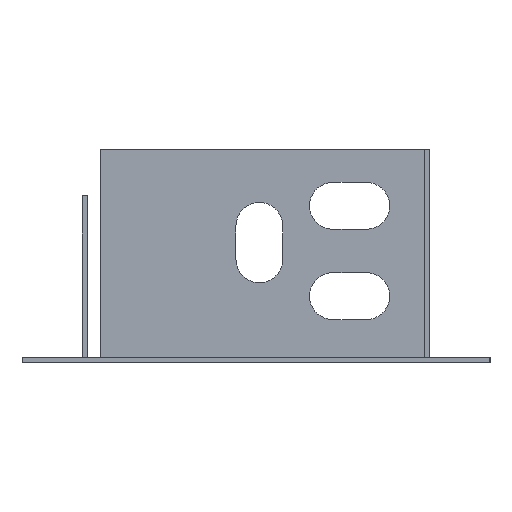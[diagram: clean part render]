
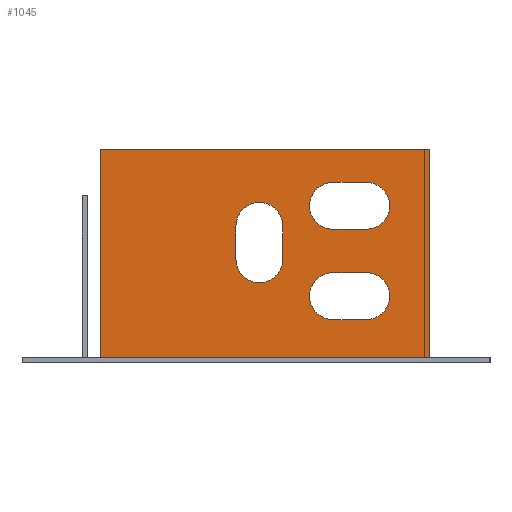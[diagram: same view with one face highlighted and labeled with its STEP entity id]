
A CAD part, left-side view. The second image highlights one B-rep face of the part: STEP entity #1045.
In plain terms, the highlighted planar face has unit normal (-1, 0, 0).
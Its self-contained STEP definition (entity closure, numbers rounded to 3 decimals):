
#43 = LINE ( 'NONE', #3081, #816 ) ;
#44 = EDGE_CURVE ( 'NONE', #2738, #2668, #1563, .T. ) ;
#52 = CARTESIAN_POINT ( 'NONE',  ( -100.8, 23.2, 32. ) ) ;
#65 = CARTESIAN_POINT ( 'NONE',  ( -100.8, -16.5, 6.5 ) ) ;
#98 = DIRECTION ( 'NONE',  ( 0., 0., -1. ) ) ;
#129 = ORIENTED_EDGE ( 'NONE', *, *, #1004, .F. ) ;
#133 = VERTEX_POINT ( 'NONE', #992 ) ;
#140 = LINE ( 'NONE', #1963, #2302 ) ;
#177 = DIRECTION ( 'NONE',  ( 0., 1., 0. ) ) ;
#200 = LINE ( 'NONE', #3195, #3183 ) ;
#201 = DIRECTION ( 'NONE',  ( 0., 0., -1. ) ) ;
#276 = VECTOR ( 'NONE', #2226, 1000. ) ;
#349 = EDGE_CURVE ( 'NONE', #3435, #2109, #140, .T. ) ;
#355 = CARTESIAN_POINT ( 'NONE',  ( -100.8, -26., 32. ) ) ;
#396 = CARTESIAN_POINT ( 'NONE',  ( -100.8, -0.5, 15.5 ) ) ;
#440 = DIRECTION ( 'NONE',  ( 1., 0., 0. ) ) ;
#468 = AXIS2_PLACEMENT_3D ( 'NONE', #2802, #3447, #1613 ) ;
#470 = LINE ( 'NONE', #2524, #276 ) ;
#477 = VECTOR ( 'NONE', #1147, 1000. ) ;
#497 = AXIS2_PLACEMENT_3D ( 'NONE', #2597, #809, #2900 ) ;
#554 = FACE_BOUND ( 'NONE', #2940, .T. ) ;
#568 = VECTOR ( 'NONE', #3348, 1000. ) ;
#589 = ORIENTED_EDGE ( 'NONE', *, *, #920, .F. ) ;
#636 = FACE_OUTER_BOUND ( 'NONE', #3098, .T. ) ;
#651 = LINE ( 'NONE', #52, #568 ) ;
#652 = AXIS2_PLACEMENT_3D ( 'NONE', #3780, #1947, #177 ) ;
#680 = DIRECTION ( 'NONE',  ( 0., 0., -1. ) ) ;
#702 = DIRECTION ( 'NONE',  ( -1., 0., 0. ) ) ;
#714 = DIRECTION ( 'NONE',  ( 0., 1., 0. ) ) ;
#729 = CIRCLE ( 'NONE', #3346, 3.5 ) ;
#789 = VERTEX_POINT ( 'NONE', #3017 ) ;
#796 = AXIS2_PLACEMENT_3D ( 'NONE', #396, #2445, #680 ) ;
#809 = DIRECTION ( 'NONE',  ( -1., 0., 0. ) ) ;
#816 = VECTOR ( 'NONE', #98, 1000. ) ;
#817 = VECTOR ( 'NONE', #3663, 1000. ) ;
#829 = VERTEX_POINT ( 'NONE', #65 ) ;
#846 = CARTESIAN_POINT ( 'NONE',  ( -100.8, -11.5, 27. ) ) ;
#850 = ORIENTED_EDGE ( 'NONE', *, *, #3608, .F. ) ;
#891 = VERTEX_POINT ( 'NONE', #2457 ) ;
#904 = LINE ( 'NONE', #3343, #817 ) ;
#920 = EDGE_CURVE ( 'NONE', #3156, #2109, #43, .T. ) ;
#926 = EDGE_CURVE ( 'NONE', #829, #3082, #729, .T. ) ;
#930 = CARTESIAN_POINT ( 'NONE',  ( -100.8, -11.5, 20. ) ) ;
#992 = CARTESIAN_POINT ( 'NONE',  ( -100.8, -16.5, 27. ) ) ;
#1004 = EDGE_CURVE ( 'NONE', #3082, #2320, #2210, .T. ) ;
#1041 = ORIENTED_EDGE ( 'NONE', *, *, #2630, .F. ) ;
#1045 = ADVANCED_FACE ( 'NONE', ( #1234, #554, #3668, #636 ), #3118, .F. ) ;
#1075 = DIRECTION ( 'NONE',  ( 0., 0., 1. ) ) ;
#1108 = EDGE_CURVE ( 'NONE', #2668, #2642, #470, .T. ) ;
#1118 = CARTESIAN_POINT ( 'NONE',  ( -100.8, -26., 0. ) ) ;
#1126 = EDGE_CURVE ( 'NONE', #891, #3167, #3365, .T. ) ;
#1147 = DIRECTION ( 'NONE',  ( 0., 1., 0. ) ) ;
#1227 = ORIENTED_EDGE ( 'NONE', *, *, #1524, .F. ) ;
#1234 = FACE_BOUND ( 'NONE', #1507, .T. ) ;
#1365 = ORIENTED_EDGE ( 'NONE', *, *, #3031, .T. ) ;
#1371 = VERTEX_POINT ( 'NONE', #3874 ) ;
#1427 = LINE ( 'NONE', #1966, #3226 ) ;
#1447 = CARTESIAN_POINT ( 'NONE',  ( -100.8, 3., 20.5 ) ) ;
#1461 = ORIENTED_EDGE ( 'NONE', *, *, #2082, .T. ) ;
#1474 = CARTESIAN_POINT ( 'NONE',  ( -100.8, -11.5, 10. ) ) ;
#1507 = EDGE_LOOP ( 'NONE', ( #3411, #2484, #129, #2389 ) ) ;
#1524 = EDGE_CURVE ( 'NONE', #3167, #789, #1623, .T. ) ;
#1563 = CIRCLE ( 'NONE', #796, 3.5 ) ;
#1600 = EDGE_CURVE ( 'NONE', #2642, #2657, #2929, .T. ) ;
#1613 = DIRECTION ( 'NONE',  ( 0., 1., 0. ) ) ;
#1623 = LINE ( 'NONE', #2435, #2315 ) ;
#1671 = EDGE_LOOP ( 'NONE', ( #3159, #2950, #3885, #2155 ) ) ;
#1673 = CARTESIAN_POINT ( 'NONE',  ( -100.8, 23.2, 0. ) ) ;
#1732 = EDGE_CURVE ( 'NONE', #2784, #829, #200, .T. ) ;
#1745 = ORIENTED_EDGE ( 'NONE', *, *, #349, .T. ) ;
#1754 = VECTOR ( 'NONE', #3799, 1000. ) ;
#1776 = DIRECTION ( 'NONE',  ( 0., 1., 0. ) ) ;
#1861 = DIRECTION ( 'NONE',  ( 0., -1., 0. ) ) ;
#1874 = AXIS2_PLACEMENT_3D ( 'NONE', #1474, #3609, #1776 ) ;
#1895 = AXIS2_PLACEMENT_3D ( 'NONE', #2191, #440, #2494 ) ;
#1947 = DIRECTION ( 'NONE',  ( -1., 0., 0. ) ) ;
#1963 = CARTESIAN_POINT ( 'NONE',  ( -100.8, -26., 32. ) ) ;
#1966 = CARTESIAN_POINT ( 'NONE',  ( -100.8, -4., 20.5 ) ) ;
#2048 = CARTESIAN_POINT ( 'NONE',  ( -100.8, -4., 20.5 ) ) ;
#2082 = EDGE_CURVE ( 'NONE', #3695, #1371, #651, .T. ) ;
#2109 = VERTEX_POINT ( 'NONE', #2422 ) ;
#2155 = ORIENTED_EDGE ( 'NONE', *, *, #44, .T. ) ;
#2156 = CARTESIAN_POINT ( 'NONE',  ( -100.8, 23.2, 32. ) ) ;
#2191 = CARTESIAN_POINT ( 'NONE',  ( -100.8, -0.5, 20.5 ) ) ;
#2210 = LINE ( 'NONE', #2483, #2914 ) ;
#2226 = DIRECTION ( 'NONE',  ( 0., 0., 1. ) ) ;
#2302 = VECTOR ( 'NONE', #1075, 1000. ) ;
#2315 = VECTOR ( 'NONE', #1861, 1000. ) ;
#2320 = VERTEX_POINT ( 'NONE', #2792 ) ;
#2389 = ORIENTED_EDGE ( 'NONE', *, *, #926, .F. ) ;
#2404 = CIRCLE ( 'NONE', #497, 3.5 ) ;
#2422 = CARTESIAN_POINT ( 'NONE',  ( -100.8, -26., 0.8 ) ) ;
#2435 = CARTESIAN_POINT ( 'NONE',  ( -100.8, -11.5, 20. ) ) ;
#2445 = DIRECTION ( 'NONE',  ( 1., 0., 0. ) ) ;
#2457 = CARTESIAN_POINT ( 'NONE',  ( -100.8, -11.5, 27. ) ) ;
#2472 = CARTESIAN_POINT ( 'NONE',  ( -100.8, -16.5, 10. ) ) ;
#2483 = CARTESIAN_POINT ( 'NONE',  ( -100.8, -11.5, 13.5 ) ) ;
#2484 = ORIENTED_EDGE ( 'NONE', *, *, #2699, .F. ) ;
#2494 = DIRECTION ( 'NONE',  ( 0., 0., -1. ) ) ;
#2524 = CARTESIAN_POINT ( 'NONE',  ( -100.8, 3., 20.5 ) ) ;
#2526 = EDGE_CURVE ( 'NONE', #789, #133, #2404, .T. ) ;
#2597 = CARTESIAN_POINT ( 'NONE',  ( -100.8, -16.5, 23.5 ) ) ;
#2627 = ORIENTED_EDGE ( 'NONE', *, *, #1126, .F. ) ;
#2630 = EDGE_CURVE ( 'NONE', #133, #891, #3769, .T. ) ;
#2642 = VERTEX_POINT ( 'NONE', #1447 ) ;
#2657 = VERTEX_POINT ( 'NONE', #2048 ) ;
#2668 = VERTEX_POINT ( 'NONE', #3879 ) ;
#2678 = CARTESIAN_POINT ( 'NONE',  ( -100.8, -11.5, 6.5 ) ) ;
#2699 = EDGE_CURVE ( 'NONE', #2320, #2784, #2728, .T. ) ;
#2728 = CIRCLE ( 'NONE', #1874, 3.5 ) ;
#2738 = VERTEX_POINT ( 'NONE', #3301 ) ;
#2768 = DIRECTION ( 'NONE',  ( 0., 1., 0. ) ) ;
#2784 = VERTEX_POINT ( 'NONE', #2678 ) ;
#2792 = CARTESIAN_POINT ( 'NONE',  ( -100.8, -11.5, 13.5 ) ) ;
#2802 = CARTESIAN_POINT ( 'NONE',  ( -100.8, 23.2, 32. ) ) ;
#2873 = DIRECTION ( 'NONE',  ( 0., -1., 0. ) ) ;
#2900 = DIRECTION ( 'NONE',  ( 0., 1., 0. ) ) ;
#2914 = VECTOR ( 'NONE', #714, 1000. ) ;
#2929 = CIRCLE ( 'NONE', #1895, 3.5 ) ;
#2940 = EDGE_LOOP ( 'NONE', ( #1227, #2627, #1041, #3055 ) ) ;
#2950 = ORIENTED_EDGE ( 'NONE', *, *, #1600, .T. ) ;
#3017 = CARTESIAN_POINT ( 'NONE',  ( -100.8, -16.5, 20. ) ) ;
#3031 = EDGE_CURVE ( 'NONE', #1371, #3435, #3371, .T. ) ;
#3055 = ORIENTED_EDGE ( 'NONE', *, *, #2526, .F. ) ;
#3081 = CARTESIAN_POINT ( 'NONE',  ( -100.8, -26., 33.146 ) ) ;
#3082 = VERTEX_POINT ( 'NONE', #3605 ) ;
#3098 = EDGE_LOOP ( 'NONE', ( #1461, #1365, #1745, #589, #850 ) ) ;
#3118 = PLANE ( 'NONE',  #468 ) ;
#3156 = VERTEX_POINT ( 'NONE', #355 ) ;
#3159 = ORIENTED_EDGE ( 'NONE', *, *, #1108, .T. ) ;
#3167 = VERTEX_POINT ( 'NONE', #930 ) ;
#3183 = VECTOR ( 'NONE', #2873, 1000. ) ;
#3195 = CARTESIAN_POINT ( 'NONE',  ( -100.8, -11.5, 6.5 ) ) ;
#3226 = VECTOR ( 'NONE', #201, 1000. ) ;
#3301 = CARTESIAN_POINT ( 'NONE',  ( -100.8, -4., 15.5 ) ) ;
#3340 = EDGE_CURVE ( 'NONE', #2657, #2738, #1427, .T. ) ;
#3343 = CARTESIAN_POINT ( 'NONE',  ( -100.8, 23.2, 32. ) ) ;
#3346 = AXIS2_PLACEMENT_3D ( 'NONE', #2472, #702, #2768 ) ;
#3348 = DIRECTION ( 'NONE',  ( 0., 0., -1. ) ) ;
#3365 = CIRCLE ( 'NONE', #652, 3.5 ) ;
#3371 = LINE ( 'NONE', #1673, #1754 ) ;
#3411 = ORIENTED_EDGE ( 'NONE', *, *, #1732, .F. ) ;
#3435 = VERTEX_POINT ( 'NONE', #1118 ) ;
#3447 = DIRECTION ( 'NONE',  ( 1., 0., 0. ) ) ;
#3605 = CARTESIAN_POINT ( 'NONE',  ( -100.8, -16.5, 13.5 ) ) ;
#3608 = EDGE_CURVE ( 'NONE', #3695, #3156, #904, .T. ) ;
#3609 = DIRECTION ( 'NONE',  ( -1., 0., 0. ) ) ;
#3663 = DIRECTION ( 'NONE',  ( 0., -1., 0. ) ) ;
#3668 = FACE_BOUND ( 'NONE', #1671, .T. ) ;
#3695 = VERTEX_POINT ( 'NONE', #2156 ) ;
#3769 = LINE ( 'NONE', #846, #477 ) ;
#3780 = CARTESIAN_POINT ( 'NONE',  ( -100.8, -11.5, 23.5 ) ) ;
#3799 = DIRECTION ( 'NONE',  ( 0., -1., 0. ) ) ;
#3874 = CARTESIAN_POINT ( 'NONE',  ( -100.8, 23.2, 0. ) ) ;
#3879 = CARTESIAN_POINT ( 'NONE',  ( -100.8, 3., 15.5 ) ) ;
#3885 = ORIENTED_EDGE ( 'NONE', *, *, #3340, .T. ) ;
